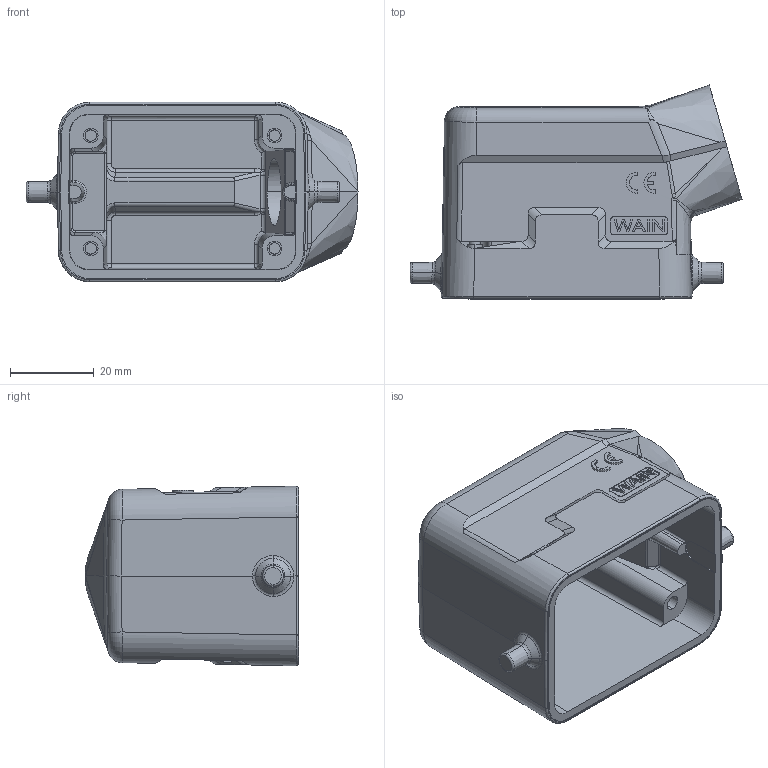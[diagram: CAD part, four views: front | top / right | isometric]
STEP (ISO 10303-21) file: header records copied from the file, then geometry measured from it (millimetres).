
FILE_DESCRIPTION((''),'2;1');
FILE_NAME('3D_1111065101001_W6B-SE-2B-M20_','2023-12-01T',('13449'),(''),'PRO/ENGINEER BY PARAMETRIC TECHNOLOGY CORPORATION, 2012480','PRO/ENGINEER BY PARAMETRIC TECHNOLOGY CORPORATION, 2012480','');
FILE_SCHEMA(('CONFIG_CONTROL_DESIGN'));
Length unit declared in the file: millimetre
Products named in the file (1): 3D_1111065101001_W6B-SE-2B-M20_
Bounding box: 79.46 x 51.18 x 42.98 mm (x, y, z)
Volume: 41994.2 mm3; surface area: 22511 mm2
Topology: 1 solids, 1 shells, 432 faces, 1115 edges, 700 vertices
Faces by surface type: plane 187, cylinder 116, bspline 69, extrusion 21, cone 18, torus 11, sphere 10
Entity records: 16917 total; most frequent: CARTESIAN_POINT 7199, ORIENTED_EDGE 2210, DIRECTION 1665, EDGE_CURVE 1105, VERTEX_POINT 700, VECTOR 621, LINE 600, AXIS2_PLACEMENT_3D 522
